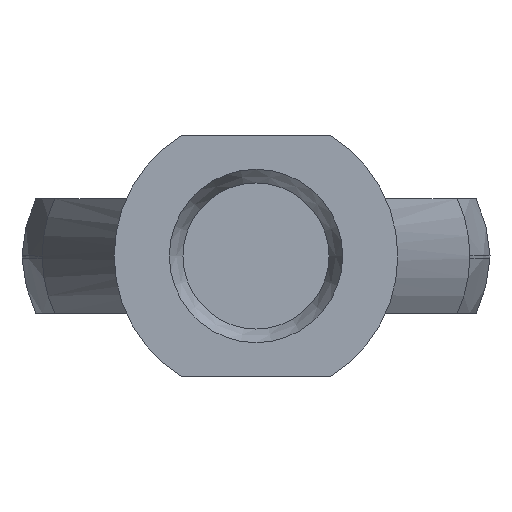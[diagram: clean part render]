
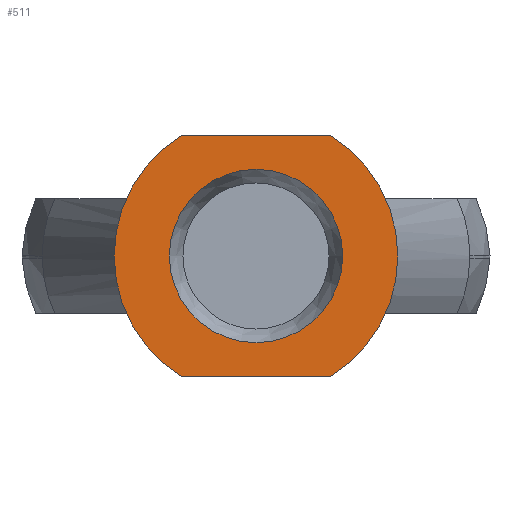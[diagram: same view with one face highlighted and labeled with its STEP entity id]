
A CAD part, front view. The second image highlights one B-rep face of the part: STEP entity #511.
In plain terms, the highlighted planar face has unit normal (0, -1, 0).
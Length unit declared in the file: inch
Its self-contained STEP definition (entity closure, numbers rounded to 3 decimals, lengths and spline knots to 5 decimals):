
#45=PLANE('',#561);
#75=LINE('',#1005,#99);
#79=LINE('',#1014,#103);
#99=VECTOR('',#665,0.53817);
#103=VECTOR('',#675,0.53817);
#130=FACE_BOUND('',#193,.T.);
#156=FACE_OUTER_BOUND('',#192,.T.);
#192=EDGE_LOOP('',(#448,#449,#450,#451));
#193=EDGE_LOOP('',(#452));
#222=CIRCLE('',#549,0.3125);
#225=CIRCLE('',#557,0.5115);
#226=CIRCLE('',#560,0.5115);
#272=VERTEX_POINT('',#992);
#275=VERTEX_POINT('',#1002);
#276=VERTEX_POINT('',#1004);
#277=VERTEX_POINT('',#1008);
#278=VERTEX_POINT('',#1012);
#332=EDGE_CURVE('',#272,#272,#222,.T.);
#336=EDGE_CURVE('',#275,#276,#75,.T.);
#339=EDGE_CURVE('',#277,#275,#225,.T.);
#341=EDGE_CURVE('',#278,#277,#79,.T.);
#342=EDGE_CURVE('',#276,#278,#226,.T.);
#448=ORIENTED_EDGE('',*,*,#342,.F.);
#449=ORIENTED_EDGE('',*,*,#336,.F.);
#450=ORIENTED_EDGE('',*,*,#339,.F.);
#451=ORIENTED_EDGE('',*,*,#341,.F.);
#452=ORIENTED_EDGE('',*,*,#332,.T.);
#511=ADVANCED_FACE('',(#156,#130),#45,.F.);
#549=AXIS2_PLACEMENT_3D('',#993,#650,#651);
#557=AXIS2_PLACEMENT_3D('',#1010,#670,#671);
#560=AXIS2_PLACEMENT_3D('',#1016,#678,#679);
#561=AXIS2_PLACEMENT_3D('',#1017,#680,#681);
#650=DIRECTION('center_axis',(0.,1.,0.));
#651=DIRECTION('ref_axis',(-1.,0.,0.));
#665=DIRECTION('',(-1.,0.,0.));
#670=DIRECTION('center_axis',(0.,1.,0.));
#671=DIRECTION('ref_axis',(1.,0.,0.));
#675=DIRECTION('',(1.,0.,0.));
#678=DIRECTION('center_axis',(0.,1.,0.));
#679=DIRECTION('ref_axis',(1.,0.,0.));
#680=DIRECTION('center_axis',(0.,1.,0.));
#681=DIRECTION('ref_axis',(0.,0.,1.));
#992=CARTESIAN_POINT('',(-0.5939,-1.97369,0.24095));
#993=CARTESIAN_POINT('Origin',(-0.2814,-1.97369,0.24095));
#1002=CARTESIAN_POINT('',(-0.01231,-1.97369,-0.19405));
#1004=CARTESIAN_POINT('',(-0.55049,-1.97369,-0.19405));
#1005=CARTESIAN_POINT('',(-0.01231,-1.97369,-0.19405));
#1008=CARTESIAN_POINT('',(-0.01231,-1.97369,0.67595));
#1010=CARTESIAN_POINT('Origin',(-0.2814,-1.97369,0.24095));
#1012=CARTESIAN_POINT('',(-0.55049,-1.97369,0.67595));
#1014=CARTESIAN_POINT('',(-0.55049,-1.97369,0.67595));
#1016=CARTESIAN_POINT('Origin',(-0.2814,-1.97369,0.24095));
#1017=CARTESIAN_POINT('Origin',(-0.2814,-1.97369,0.24095));
